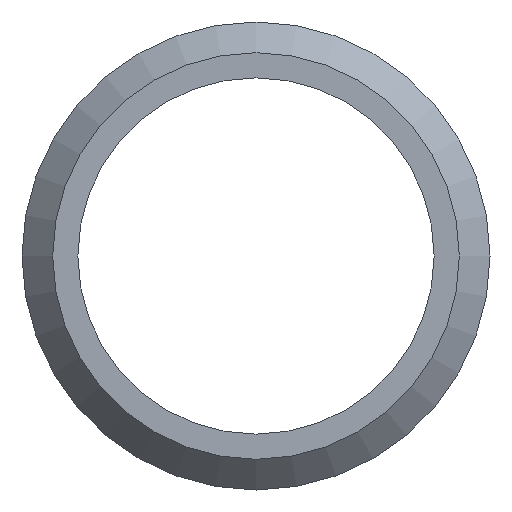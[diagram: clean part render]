
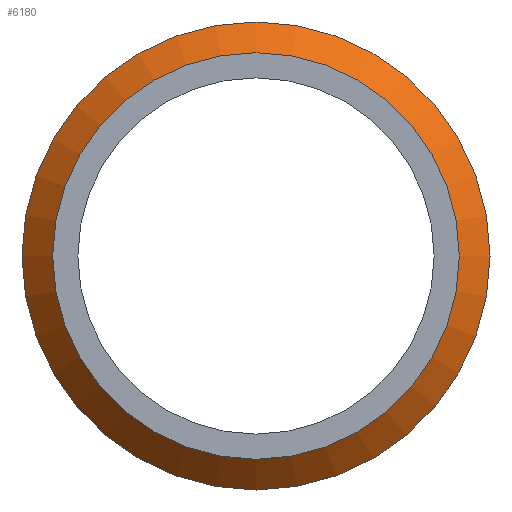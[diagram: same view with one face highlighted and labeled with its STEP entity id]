
A CAD part, left-side view. The second image highlights one B-rep face of the part: STEP entity #6180.
In plain terms, the highlighted conical face has half-angle 45 degrees and reference radius 28.241 mm.
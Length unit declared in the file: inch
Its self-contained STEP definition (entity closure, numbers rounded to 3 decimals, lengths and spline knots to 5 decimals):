
#15=CONICAL_SURFACE('',#6610,1.11185,0.785);
#718=FACE_OUTER_BOUND('',#1092,.T.);
#1092=EDGE_LOOP('',(#5734,#5735,#5736,#5737,#5738,#5739));
#1562=CIRCLE('',#6611,1.19);
#1563=CIRCLE('',#6612,1.19);
#1564=CIRCLE('',#6613,1.0337);
#1565=CIRCLE('',#6614,1.0337);
#1992=LINE('',#13719,#2408);
#2408=VECTOR('',#7856,1.11185);
#3014=VERTEX_POINT('',#13714);
#3015=VERTEX_POINT('',#13715);
#3016=VERTEX_POINT('',#13718);
#3017=VERTEX_POINT('',#13720);
#3928=EDGE_CURVE('',#3014,#3015,#1562,.T.);
#3929=EDGE_CURVE('',#3015,#3014,#1563,.T.);
#3930=EDGE_CURVE('',#3015,#3016,#1992,.T.);
#3931=EDGE_CURVE('',#3016,#3017,#1564,.T.);
#3932=EDGE_CURVE('',#3017,#3016,#1565,.T.);
#5734=ORIENTED_EDGE('',*,*,#3928,.F.);
#5735=ORIENTED_EDGE('',*,*,#3929,.F.);
#5736=ORIENTED_EDGE('',*,*,#3930,.T.);
#5737=ORIENTED_EDGE('',*,*,#3931,.T.);
#5738=ORIENTED_EDGE('',*,*,#3932,.T.);
#5739=ORIENTED_EDGE('',*,*,#3930,.F.);
#6180=ADVANCED_FACE('',(#718),#15,.T.);
#6610=AXIS2_PLACEMENT_3D('',#13713,#7850,#7851);
#6611=AXIS2_PLACEMENT_3D('',#13716,#7852,#7853);
#6612=AXIS2_PLACEMENT_3D('',#13717,#7854,#7855);
#6613=AXIS2_PLACEMENT_3D('',#13721,#7857,#7858);
#6614=AXIS2_PLACEMENT_3D('',#13722,#7859,#7860);
#7850=DIRECTION('center_axis',(1.,0.,0.));
#7851=DIRECTION('ref_axis',(0.,1.,0.));
#7852=DIRECTION('center_axis',(1.,0.,0.));
#7853=DIRECTION('ref_axis',(0.,1.,0.));
#7854=DIRECTION('center_axis',(1.,0.,0.));
#7855=DIRECTION('ref_axis',(0.,1.,0.));
#7856=DIRECTION('',(-0.707,0.707,0.));
#7857=DIRECTION('center_axis',(1.,0.,0.));
#7858=DIRECTION('ref_axis',(0.,1.,0.));
#7859=DIRECTION('center_axis',(1.,0.,0.));
#7860=DIRECTION('ref_axis',(0.,1.,0.));
#13713=CARTESIAN_POINT('Origin',(0.07815,0.,0.));
#13714=CARTESIAN_POINT('',(0.1563,1.19,0.));
#13715=CARTESIAN_POINT('',(0.1563,-1.19,0.));
#13716=CARTESIAN_POINT('Origin',(0.1563,0.,0.));
#13717=CARTESIAN_POINT('Origin',(0.1563,0.,0.));
#13718=CARTESIAN_POINT('',(0.,-1.0337,0.));
#13719=CARTESIAN_POINT('',(0.07815,-1.11185,0.));
#13720=CARTESIAN_POINT('',(0.,1.0337,0.));
#13721=CARTESIAN_POINT('Origin',(0.,0.,0.));
#13722=CARTESIAN_POINT('Origin',(0.,0.,0.));
